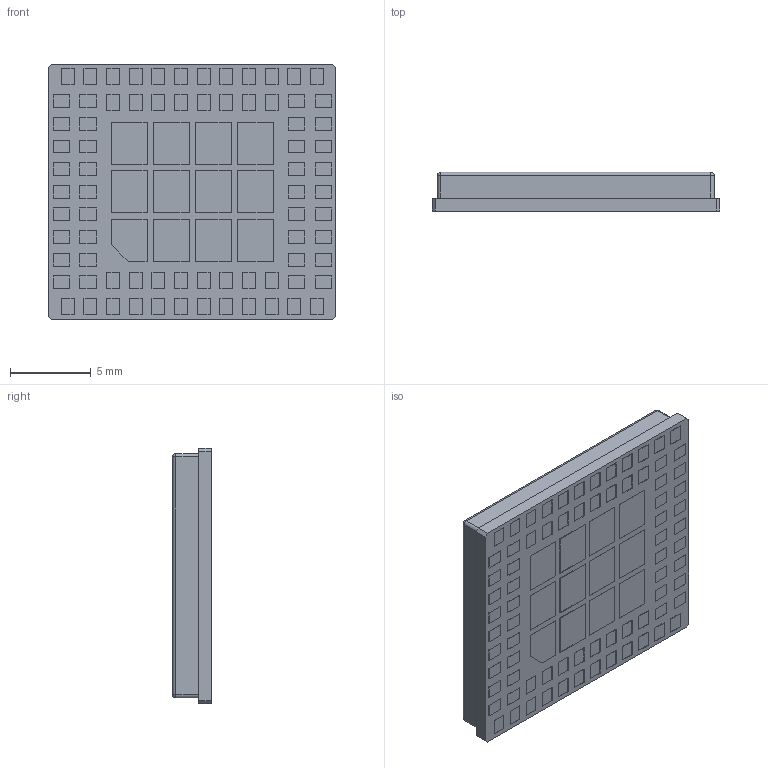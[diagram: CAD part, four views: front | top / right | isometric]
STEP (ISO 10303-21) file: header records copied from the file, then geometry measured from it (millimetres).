
FILE_DESCRIPTION (( 'STEP AP203' ), '1' );
FILE_NAME ('SIM800L .STEP', '2021-03-25T09:33:35', ( 'Admin' ), ( '' ), 'SwSTEP 2.0', 'SolidWorks 2018', '' );
FILE_SCHEMA (( 'CONFIG_CONTROL_DESIGN' ));
Length unit declared in the file: millimetre
Products named in the file (4): PCB_D‚faut; Pads_D‚faut; SIM800L ; Capot_DＧaut
Assembly tree (3 placements, depth 2):
  SIM800L 
    Pads_D‚faut
    PCB_D‚faut
    Capot_DＧaut
Bounding box: 17.8 x 2.42 x 15.8 mm (x, y, z)
Volume: 639 mm3; surface area: 1491.1 mm2
Topology: 90 solids, 90 shells, 566 faces, 1147 edges, 758 vertices
Faces by surface type: plane 552, cylinder 10, sphere 4
Entity records: 14671 total; most frequent: CARTESIAN_POINT 2473, DIRECTION 2307, ORIENTED_EDGE 2286, EDGE_CURVE 1143, VECTOR 1123, LINE 1123, VERTEX_POINT 758, AXIS2_PLACEMENT_3D 592
